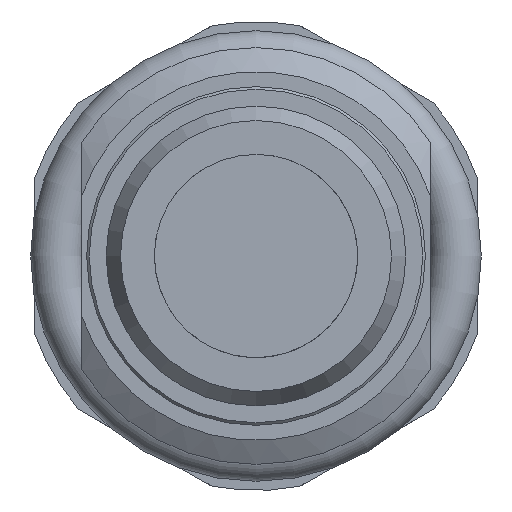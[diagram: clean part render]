
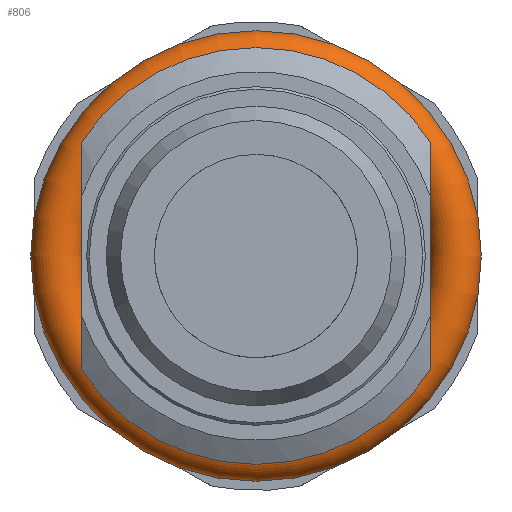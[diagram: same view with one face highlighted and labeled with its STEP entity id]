
A CAD part, left-side view. The second image highlights one B-rep face of the part: STEP entity #806.
In plain terms, the highlighted toroidal (fillet/blend) face has major radius 7.65 mm and minor radius 1 mm.
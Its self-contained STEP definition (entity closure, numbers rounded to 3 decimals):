
#129=TOROIDAL_SURFACE('',#4111,7.65,1.);
#806=ADVANCED_FACE('',(#984,#985),#129,.T.);
#984=FACE_BOUND('',#1244,.T.);
#985=FACE_BOUND('',#1245,.T.);
#1244=EDGE_LOOP('',(#2378));
#1245=EDGE_LOOP('',(#2379));
#1283=CIRCLE('',#3882,7.65);
#1364=CIRCLE('',#4110,6.65);
#2378=ORIENTED_EDGE('',*,*,#2827,.F.);
#2379=ORIENTED_EDGE('',*,*,#3313,.F.);
#2461=VERTEX_POINT('',#5020);
#2788=VERTEX_POINT('',#7112);
#2827=EDGE_CURVE('',#2461,#2461,#1283,.T.);
#3313=EDGE_CURVE('',#2788,#2788,#1364,.T.);
#3882=AXIS2_PLACEMENT_3D('',#5019,#4170,#4171);
#4110=AXIS2_PLACEMENT_3D('',#7111,#4908,#4909);
#4111=AXIS2_PLACEMENT_3D('',#7113,#4910,#4911);
#4170=DIRECTION('',(1.,0.,0.));
#4171=DIRECTION('',(0.,0.,-1.));
#4908=DIRECTION('',(-1.,0.,0.));
#4909=DIRECTION('',(0.,0.,-1.));
#4910=DIRECTION('',(1.,0.,0.));
#4911=DIRECTION('',(0.,0.,-1.));
#5019=CARTESIAN_POINT('',(-10.,0.,0.));
#5020=CARTESIAN_POINT('',(-10.,0.,-7.65));
#7111=CARTESIAN_POINT('',(-11.,0.,0.));
#7112=CARTESIAN_POINT('',(-11.,0.,-6.65));
#7113=CARTESIAN_POINT('',(-11.,0.,0.));
